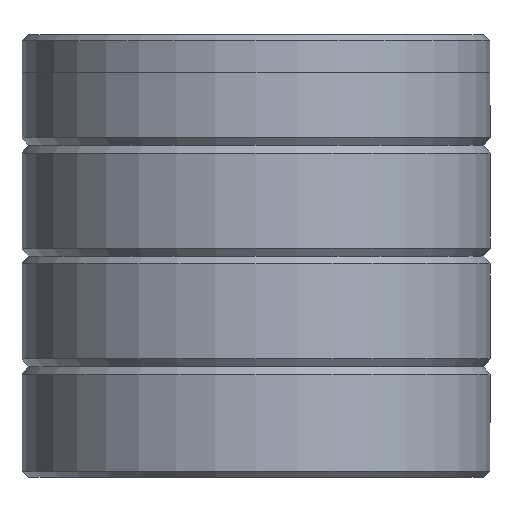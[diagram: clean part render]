
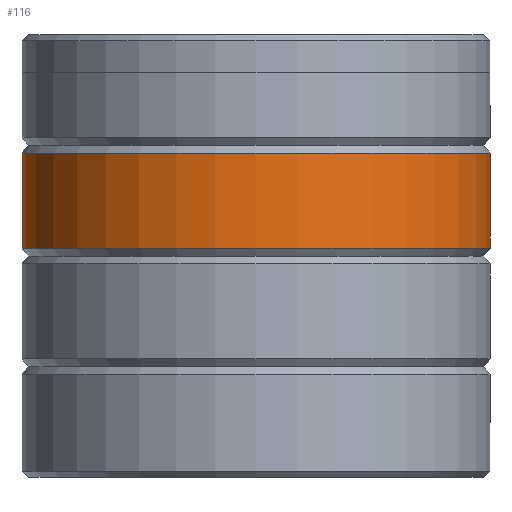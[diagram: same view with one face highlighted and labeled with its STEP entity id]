
A CAD part, front view. The second image highlights one B-rep face of the part: STEP entity #116.
In plain terms, the highlighted cylindrical face has radius 18.5 mm (diameter 37 mm), a partial arc.
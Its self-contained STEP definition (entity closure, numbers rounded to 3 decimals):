
#114 = LINE ( 'NONE', #1528, #208 ) ;
#116 = ADVANCED_FACE ( 'NONE', ( #1636 ), #1607, .T. ) ;
#208 = VECTOR ( 'NONE', #690, 1000. ) ;
#266 = CARTESIAN_POINT ( 'NONE',  ( 0., 0., 25.625 ) ) ;
#322 = DIRECTION ( 'NONE',  ( 0., 0., -1. ) ) ;
#333 = EDGE_CURVE ( 'NONE', #605, #837, #114, .T. ) ;
#336 = EDGE_CURVE ( 'NONE', #763, #740, #902, .T. ) ;
#344 = EDGE_CURVE ( 'NONE', #605, #763, #1533, .T. ) ;
#385 = EDGE_CURVE ( 'NONE', #837, #740, #408, .T. ) ;
#399 = DIRECTION ( 'NONE',  ( 0., 0., -1. ) ) ;
#406 = DIRECTION ( 'NONE',  ( -1., 0., 0. ) ) ;
#408 = CIRCLE ( 'NONE', #448, 18.5 ) ;
#448 = AXIS2_PLACEMENT_3D ( 'NONE', #1557, #720, #1680 ) ;
#514 = ORIENTED_EDGE ( 'NONE', *, *, #336, .T. ) ;
#515 = ORIENTED_EDGE ( 'NONE', *, *, #333, .F. ) ;
#605 = VERTEX_POINT ( 'NONE', #831 ) ;
#609 = CARTESIAN_POINT ( 'NONE',  ( 0., 0., 35. ) ) ;
#690 = DIRECTION ( 'NONE',  ( 0., 0., -1. ) ) ;
#720 = DIRECTION ( 'NONE',  ( 0., 0., -1. ) ) ;
#727 = CARTESIAN_POINT ( 'NONE',  ( 18.5, 0., 18.125 ) ) ;
#740 = VERTEX_POINT ( 'NONE', #1773 ) ;
#752 = DIRECTION ( 'NONE',  ( -1., 0., 0. ) ) ;
#763 = VERTEX_POINT ( 'NONE', #1133 ) ;
#831 = CARTESIAN_POINT ( 'NONE',  ( 18.5, 0., 25.625 ) ) ;
#837 = VERTEX_POINT ( 'NONE', #727 ) ;
#845 = VECTOR ( 'NONE', #399, 1000. ) ;
#902 = LINE ( 'NONE', #1389, #845 ) ;
#963 = AXIS2_PLACEMENT_3D ( 'NONE', #609, #322, #752 ) ;
#1133 = CARTESIAN_POINT ( 'NONE',  ( -18.5, 0., 25.625 ) ) ;
#1210 = ORIENTED_EDGE ( 'NONE', *, *, #385, .F. ) ;
#1265 = DIRECTION ( 'NONE',  ( 0., 0., -1. ) ) ;
#1389 = CARTESIAN_POINT ( 'NONE',  ( -18.5, 0., 35. ) ) ;
#1398 = ORIENTED_EDGE ( 'NONE', *, *, #344, .T. ) ;
#1504 = AXIS2_PLACEMENT_3D ( 'NONE', #266, #1265, #406 ) ;
#1528 = CARTESIAN_POINT ( 'NONE',  ( 18.5, 0., 35. ) ) ;
#1533 = CIRCLE ( 'NONE', #1504, 18.5 ) ;
#1557 = CARTESIAN_POINT ( 'NONE',  ( 0., 0., 18.125 ) ) ;
#1607 = CYLINDRICAL_SURFACE ( 'NONE', #963, 18.5 ) ;
#1636 = FACE_OUTER_BOUND ( 'NONE', #1684, .T. ) ;
#1680 = DIRECTION ( 'NONE',  ( -1., 0., 0. ) ) ;
#1684 = EDGE_LOOP ( 'NONE', ( #515, #1398, #514, #1210 ) ) ;
#1773 = CARTESIAN_POINT ( 'NONE',  ( -18.5, 0., 18.125 ) ) ;
